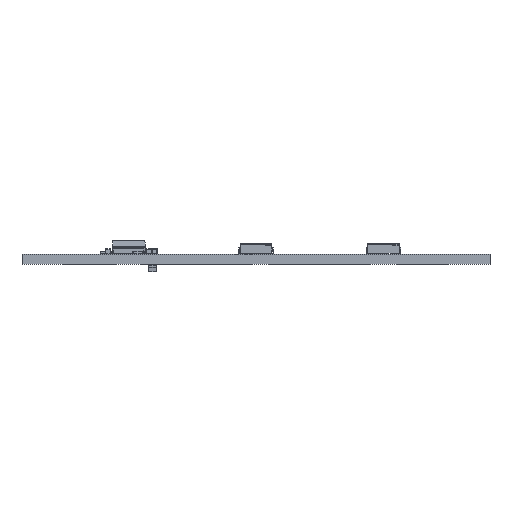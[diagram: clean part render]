
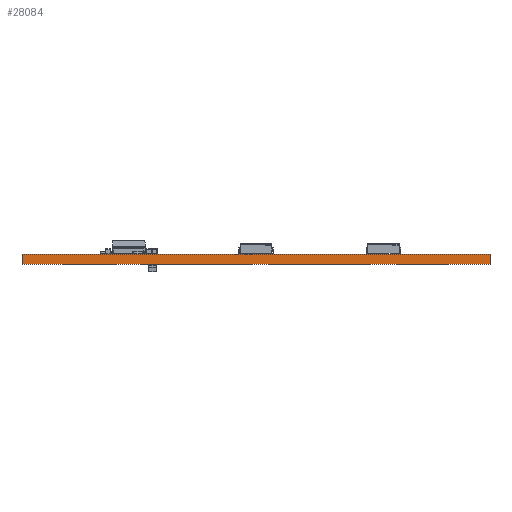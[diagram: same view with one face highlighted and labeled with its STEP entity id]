
A CAD part, front view. The second image highlights one B-rep face of the part: STEP entity #28084.
In plain terms, the highlighted planar face has unit normal (0, -1, 0).
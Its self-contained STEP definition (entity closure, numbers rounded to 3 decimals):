
#27903 = PLANE('',#27904);
#27904 = AXIS2_PLACEMENT_3D('',#27905,#27906,#27907);
#27905 = CARTESIAN_POINT('',(162.,-25.,0.));
#27906 = DIRECTION('',(1.,0.,-0.));
#27907 = DIRECTION('',(0.,-1.,0.));
#27928 = VERTEX_POINT('',#27929);
#27929 = CARTESIAN_POINT('',(162.,-115.,1.6));
#27943 = PLANE('',#27944);
#27944 = AXIS2_PLACEMENT_3D('',#27945,#27946,#27947);
#27945 = CARTESIAN_POINT('',(125.25,-70.,1.6));
#27946 = DIRECTION('',(-0.,-0.,-1.));
#27947 = DIRECTION('',(-1.,0.,0.));
#27955 = EDGE_CURVE('',#27956,#27928,#27958,.T.);
#27956 = VERTEX_POINT('',#27957);
#27957 = CARTESIAN_POINT('',(162.,-115.,0.));
#27958 = SURFACE_CURVE('',#27959,(#27963,#27970),.PCURVE_S1.);
#27959 = LINE('',#27960,#27961);
#27960 = CARTESIAN_POINT('',(162.,-115.,0.));
#27961 = VECTOR('',#27962,1.);
#27962 = DIRECTION('',(0.,0.,1.));
#27963 = PCURVE('',#27903,#27964);
#27964 = DEFINITIONAL_REPRESENTATION('',(#27965),#27969);
#27965 = LINE('',#27966,#27967);
#27966 = CARTESIAN_POINT('',(90.,0.));
#27967 = VECTOR('',#27968,1.);
#27968 = DIRECTION('',(0.,-1.));
#27969 = ( GEOMETRIC_REPRESENTATION_CONTEXT(2) 
PARAMETRIC_REPRESENTATION_CONTEXT() REPRESENTATION_CONTEXT('2D SPACE',''
  ) );
#27970 = PCURVE('',#27971,#27976);
#27971 = PLANE('',#27972);
#27972 = AXIS2_PLACEMENT_3D('',#27973,#27974,#27975);
#27973 = CARTESIAN_POINT('',(162.,-115.,0.));
#27974 = DIRECTION('',(0.,-1.,0.));
#27975 = DIRECTION('',(-1.,0.,0.));
#27976 = DEFINITIONAL_REPRESENTATION('',(#27977),#27981);
#27977 = LINE('',#27978,#27979);
#27978 = CARTESIAN_POINT('',(0.,-0.));
#27979 = VECTOR('',#27980,1.);
#27980 = DIRECTION('',(0.,-1.));
#27981 = ( GEOMETRIC_REPRESENTATION_CONTEXT(2) 
PARAMETRIC_REPRESENTATION_CONTEXT() REPRESENTATION_CONTEXT('2D SPACE',''
  ) );
#27997 = PLANE('',#27998);
#27998 = AXIS2_PLACEMENT_3D('',#27999,#28000,#28001);
#27999 = CARTESIAN_POINT('',(125.25,-70.,0.));
#28000 = DIRECTION('',(-0.,-0.,-1.));
#28001 = DIRECTION('',(-1.,0.,0.));
#28030 = PLANE('',#28031);
#28031 = AXIS2_PLACEMENT_3D('',#28032,#28033,#28034);
#28032 = CARTESIAN_POINT('',(88.5,-115.,0.));
#28033 = DIRECTION('',(-1.,0.,0.));
#28034 = DIRECTION('',(0.,1.,0.));
#28084 = ADVANCED_FACE('',(#28085),#27971,.T.);
#28085 = FACE_BOUND('',#28086,.T.);
#28086 = EDGE_LOOP('',(#28087,#28088,#28111,#28134));
#28087 = ORIENTED_EDGE('',*,*,#27955,.T.);
#28088 = ORIENTED_EDGE('',*,*,#28089,.T.);
#28089 = EDGE_CURVE('',#27928,#28090,#28092,.T.);
#28090 = VERTEX_POINT('',#28091);
#28091 = CARTESIAN_POINT('',(88.5,-115.,1.6));
#28092 = SURFACE_CURVE('',#28093,(#28097,#28104),.PCURVE_S1.);
#28093 = LINE('',#28094,#28095);
#28094 = CARTESIAN_POINT('',(162.,-115.,1.6));
#28095 = VECTOR('',#28096,1.);
#28096 = DIRECTION('',(-1.,0.,0.));
#28097 = PCURVE('',#27971,#28098);
#28098 = DEFINITIONAL_REPRESENTATION('',(#28099),#28103);
#28099 = LINE('',#28100,#28101);
#28100 = CARTESIAN_POINT('',(0.,-1.6));
#28101 = VECTOR('',#28102,1.);
#28102 = DIRECTION('',(1.,0.));
#28103 = ( GEOMETRIC_REPRESENTATION_CONTEXT(2) 
PARAMETRIC_REPRESENTATION_CONTEXT() REPRESENTATION_CONTEXT('2D SPACE',''
  ) );
#28104 = PCURVE('',#27943,#28105);
#28105 = DEFINITIONAL_REPRESENTATION('',(#28106),#28110);
#28106 = LINE('',#28107,#28108);
#28107 = CARTESIAN_POINT('',(-36.75,-45.));
#28108 = VECTOR('',#28109,1.);
#28109 = DIRECTION('',(1.,0.));
#28110 = ( GEOMETRIC_REPRESENTATION_CONTEXT(2) 
PARAMETRIC_REPRESENTATION_CONTEXT() REPRESENTATION_CONTEXT('2D SPACE',''
  ) );
#28111 = ORIENTED_EDGE('',*,*,#28112,.F.);
#28112 = EDGE_CURVE('',#28113,#28090,#28115,.T.);
#28113 = VERTEX_POINT('',#28114);
#28114 = CARTESIAN_POINT('',(88.5,-115.,0.));
#28115 = SURFACE_CURVE('',#28116,(#28120,#28127),.PCURVE_S1.);
#28116 = LINE('',#28117,#28118);
#28117 = CARTESIAN_POINT('',(88.5,-115.,0.));
#28118 = VECTOR('',#28119,1.);
#28119 = DIRECTION('',(0.,0.,1.));
#28120 = PCURVE('',#27971,#28121);
#28121 = DEFINITIONAL_REPRESENTATION('',(#28122),#28126);
#28122 = LINE('',#28123,#28124);
#28123 = CARTESIAN_POINT('',(73.5,0.));
#28124 = VECTOR('',#28125,1.);
#28125 = DIRECTION('',(0.,-1.));
#28126 = ( GEOMETRIC_REPRESENTATION_CONTEXT(2) 
PARAMETRIC_REPRESENTATION_CONTEXT() REPRESENTATION_CONTEXT('2D SPACE',''
  ) );
#28127 = PCURVE('',#28030,#28128);
#28128 = DEFINITIONAL_REPRESENTATION('',(#28129),#28133);
#28129 = LINE('',#28130,#28131);
#28130 = CARTESIAN_POINT('',(0.,0.));
#28131 = VECTOR('',#28132,1.);
#28132 = DIRECTION('',(0.,-1.));
#28133 = ( GEOMETRIC_REPRESENTATION_CONTEXT(2) 
PARAMETRIC_REPRESENTATION_CONTEXT() REPRESENTATION_CONTEXT('2D SPACE',''
  ) );
#28134 = ORIENTED_EDGE('',*,*,#28135,.F.);
#28135 = EDGE_CURVE('',#27956,#28113,#28136,.T.);
#28136 = SURFACE_CURVE('',#28137,(#28141,#28148),.PCURVE_S1.);
#28137 = LINE('',#28138,#28139);
#28138 = CARTESIAN_POINT('',(162.,-115.,0.));
#28139 = VECTOR('',#28140,1.);
#28140 = DIRECTION('',(-1.,0.,0.));
#28141 = PCURVE('',#27971,#28142);
#28142 = DEFINITIONAL_REPRESENTATION('',(#28143),#28147);
#28143 = LINE('',#28144,#28145);
#28144 = CARTESIAN_POINT('',(0.,-0.));
#28145 = VECTOR('',#28146,1.);
#28146 = DIRECTION('',(1.,0.));
#28147 = ( GEOMETRIC_REPRESENTATION_CONTEXT(2) 
PARAMETRIC_REPRESENTATION_CONTEXT() REPRESENTATION_CONTEXT('2D SPACE',''
  ) );
#28148 = PCURVE('',#27997,#28149);
#28149 = DEFINITIONAL_REPRESENTATION('',(#28150),#28154);
#28150 = LINE('',#28151,#28152);
#28151 = CARTESIAN_POINT('',(-36.75,-45.));
#28152 = VECTOR('',#28153,1.);
#28153 = DIRECTION('',(1.,0.));
#28154 = ( GEOMETRIC_REPRESENTATION_CONTEXT(2) 
PARAMETRIC_REPRESENTATION_CONTEXT() REPRESENTATION_CONTEXT('2D SPACE',''
  ) );
